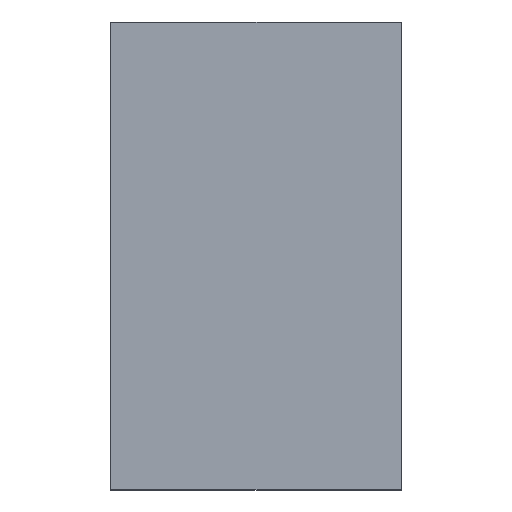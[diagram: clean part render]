
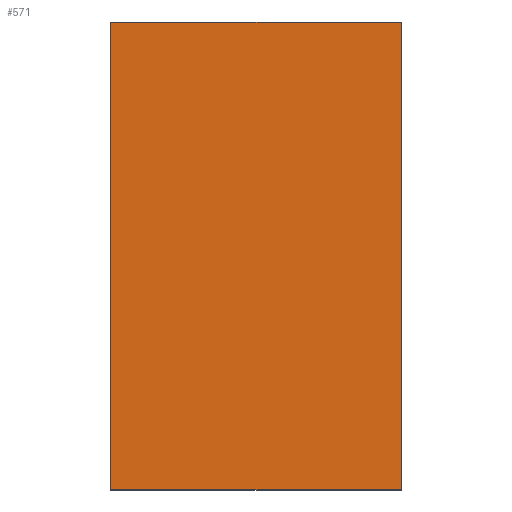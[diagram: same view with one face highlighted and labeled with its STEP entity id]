
A CAD part, top view. The second image highlights one B-rep face of the part: STEP entity #571.
In plain terms, the highlighted planar face has unit normal (0, 0, 1).
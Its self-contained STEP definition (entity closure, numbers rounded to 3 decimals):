
#563=AXIS2_PLACEMENT_3D('Plane Axis2P3D',#560,#561,#562) ;
#473=CARTESIAN_POINT('Vertex',(4.963,7.8,3.135)) ;
#480=CARTESIAN_POINT('Vertex',(0.113,7.8,3.135)) ;
#483=CARTESIAN_POINT('Line Origine',(2.537,7.8,3.135)) ;
#504=CARTESIAN_POINT('Vertex',(4.963,0.,3.135)) ;
#507=CARTESIAN_POINT('Line Origine',(4.963,3.9,3.135)) ;
#528=CARTESIAN_POINT('Vertex',(0.113,0.,3.135)) ;
#531=CARTESIAN_POINT('Line Origine',(2.538,0.,3.135)) ;
#548=CARTESIAN_POINT('Line Origine',(0.113,3.9,3.135)) ;
#560=CARTESIAN_POINT('Axis2P3D Location',(2.538,3.9,3.135)) ;
#484=DIRECTION('Vector Direction',(1.,0.,0.)) ;
#508=DIRECTION('Vector Direction',(0.,1.,0.)) ;
#532=DIRECTION('Vector Direction',(-1.,0.,0.)) ;
#549=DIRECTION('Vector Direction',(0.,-1.,0.)) ;
#561=DIRECTION('Axis2P3D Direction',(0.,0.,1.)) ;
#562=DIRECTION('Axis2P3D XDirection',(1.,0.,0.)) ;
#485=VECTOR('Line Direction',#484,1.) ;
#509=VECTOR('Line Direction',#508,1.) ;
#533=VECTOR('Line Direction',#532,1.) ;
#550=VECTOR('Line Direction',#549,1.) ;
#566=ORIENTED_EDGE('',*,*,#552,.T.) ;
#567=ORIENTED_EDGE('',*,*,#535,.T.) ;
#568=ORIENTED_EDGE('',*,*,#511,.T.) ;
#569=ORIENTED_EDGE('',*,*,#487,.T.) ;
#571=ADVANCED_FACE('S3D - gedreht',(#570),#564,.T.) ;
#487=EDGE_CURVE('',#474,#481,#486,.F.) ;
#511=EDGE_CURVE('',#505,#474,#510,.T.) ;
#535=EDGE_CURVE('',#529,#505,#534,.F.) ;
#552=EDGE_CURVE('',#481,#529,#551,.T.) ;
#565=EDGE_LOOP('',(#566,#567,#568,#569)) ;
#570=FACE_OUTER_BOUND('',#565,.T.) ;
#486=LINE('Line',#483,#485) ;
#510=LINE('Line',#507,#509) ;
#534=LINE('Line',#531,#533) ;
#551=LINE('Line',#548,#550) ;
#564=PLANE('',#563) ;
#474=VERTEX_POINT('',#473) ;
#481=VERTEX_POINT('',#480) ;
#505=VERTEX_POINT('',#504) ;
#529=VERTEX_POINT('',#528) ;
